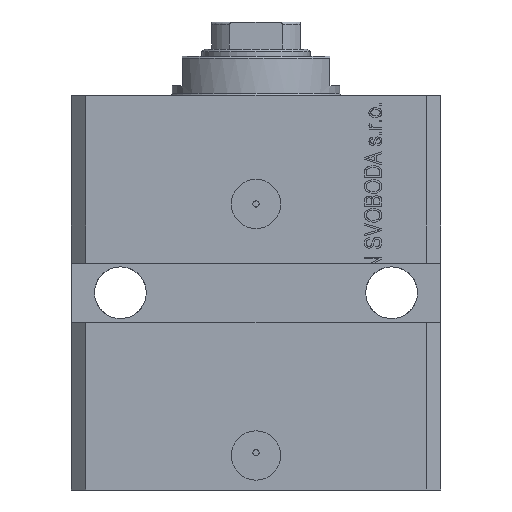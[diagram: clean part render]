
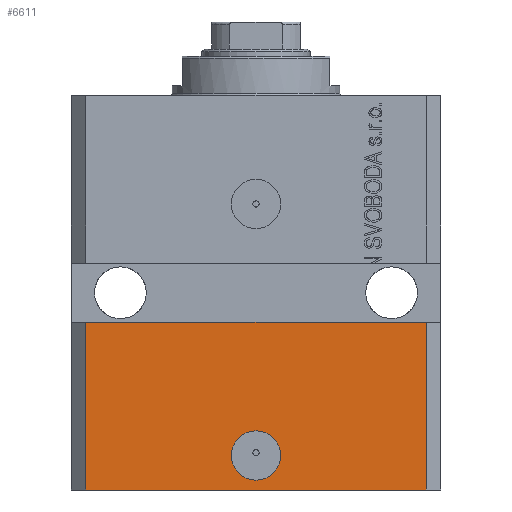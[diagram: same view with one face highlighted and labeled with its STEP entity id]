
A CAD part, front view. The second image highlights one B-rep face of the part: STEP entity #6611.
In plain terms, the highlighted planar face has unit normal (0, -1, 0).
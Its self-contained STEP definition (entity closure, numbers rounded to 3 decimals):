
#1183 = EDGE_CURVE ( 'NONE', #3042, #2866, #7341, .T. ) ;
#2325 = ORIENTED_EDGE ( 'NONE', *, *, #40685, .F. ) ;
#2866 = VERTEX_POINT ( 'NONE', #16848 ) ;
#3042 = VERTEX_POINT ( 'NONE', #22963 ) ;
#3589 = AXIS2_PLACEMENT_3D ( 'NONE', #16721, #28545, #24526 ) ;
#4071 = CARTESIAN_POINT ( 'NONE',  ( -34.5, -27.5, -46. ) ) ;
#4720 = DIRECTION ( 'NONE',  ( 0., -1., 0. ) ) ;
#4965 = LINE ( 'NONE', #15145, #6214 ) ;
#6214 = VECTOR ( 'NONE', #19408, 1000. ) ;
#6611 = ADVANCED_FACE ( 'NONE', ( #24296, #31414 ), #10327, .T. ) ;
#7163 = LINE ( 'NONE', #21360, #18936 ) ;
#7220 = CIRCLE ( 'NONE', #23083, 5. ) ;
#7341 = CIRCLE ( 'NONE', #11112, 5. ) ;
#8124 = CARTESIAN_POINT ( 'NONE',  ( 34.5, -27.5, -46. ) ) ;
#8354 = CARTESIAN_POINT ( 'NONE',  ( -34.5, -27.5, -80. ) ) ;
#10270 = ORIENTED_EDGE ( 'NONE', *, *, #39309, .T. ) ;
#10327 = PLANE ( 'NONE',  #3589 ) ;
#10362 = ORIENTED_EDGE ( 'NONE', *, *, #18060, .T. ) ;
#10639 = CARTESIAN_POINT ( 'NONE',  ( 34.5, -27.5, -80. ) ) ;
#11112 = AXIS2_PLACEMENT_3D ( 'NONE', #12513, #4720, #30505 ) ;
#11673 = CARTESIAN_POINT ( 'NONE',  ( 0., -27.5, -73. ) ) ;
#11969 = VERTEX_POINT ( 'NONE', #4071 ) ;
#12513 = CARTESIAN_POINT ( 'NONE',  ( 0., -27.5, -73. ) ) ;
#14033 = DIRECTION ( 'NONE',  ( 1., 0., 0. ) ) ;
#14547 = VERTEX_POINT ( 'NONE', #8354 ) ;
#14556 = VERTEX_POINT ( 'NONE', #8124 ) ;
#15145 = CARTESIAN_POINT ( 'NONE',  ( -34.5, -27.5, -80. ) ) ;
#16721 = CARTESIAN_POINT ( 'NONE',  ( -34.5, -27.5, -80. ) ) ;
#16848 = CARTESIAN_POINT ( 'NONE',  ( -5., -27.5, -73. ) ) ;
#17297 = EDGE_CURVE ( 'NONE', #11969, #14556, #7163, .T. ) ;
#17466 = ORIENTED_EDGE ( 'NONE', *, *, #20015, .F. ) ;
#18060 = EDGE_CURVE ( 'NONE', #14547, #32641, #24564, .T. ) ;
#18936 = VECTOR ( 'NONE', #14033, 1000. ) ;
#19408 = DIRECTION ( 'NONE',  ( 0., 0., 1. ) ) ;
#20015 = EDGE_CURVE ( 'NONE', #14547, #11969, #4965, .T. ) ;
#20495 = VECTOR ( 'NONE', #32379, 1000. ) ;
#20798 = VECTOR ( 'NONE', #26906, 1000. ) ;
#21360 = CARTESIAN_POINT ( 'NONE',  ( -37.5, -27.5, -46. ) ) ;
#21964 = ORIENTED_EDGE ( 'NONE', *, *, #1183, .F. ) ;
#22963 = CARTESIAN_POINT ( 'NONE',  ( 5., -27.5, -73. ) ) ;
#23083 = AXIS2_PLACEMENT_3D ( 'NONE', #11673, #37006, #40801 ) ;
#23124 = LINE ( 'NONE', #41842, #20798 ) ;
#24296 = FACE_BOUND ( 'NONE', #35946, .T. ) ;
#24526 = DIRECTION ( 'NONE',  ( 0., 0., -1. ) ) ;
#24564 = LINE ( 'NONE', #42359, #20495 ) ;
#26906 = DIRECTION ( 'NONE',  ( 0., 0., 1. ) ) ;
#28351 = EDGE_LOOP ( 'NONE', ( #45205, #17466, #10362, #10270 ) ) ;
#28545 = DIRECTION ( 'NONE',  ( 0., -1., 0. ) ) ;
#30505 = DIRECTION ( 'NONE',  ( 1., 0., 0. ) ) ;
#31414 = FACE_OUTER_BOUND ( 'NONE', #28351, .T. ) ;
#32379 = DIRECTION ( 'NONE',  ( 1., 0., 0. ) ) ;
#32641 = VERTEX_POINT ( 'NONE', #10639 ) ;
#35946 = EDGE_LOOP ( 'NONE', ( #21964, #2325 ) ) ;
#37006 = DIRECTION ( 'NONE',  ( 0., -1., 0. ) ) ;
#39309 = EDGE_CURVE ( 'NONE', #32641, #14556, #23124, .T. ) ;
#40685 = EDGE_CURVE ( 'NONE', #2866, #3042, #7220, .T. ) ;
#40801 = DIRECTION ( 'NONE',  ( 1., 0., 0. ) ) ;
#41842 = CARTESIAN_POINT ( 'NONE',  ( 34.5, -27.5, -80. ) ) ;
#42359 = CARTESIAN_POINT ( 'NONE',  ( -34.5, -27.5, -80. ) ) ;
#45205 = ORIENTED_EDGE ( 'NONE', *, *, #17297, .F. ) ;
